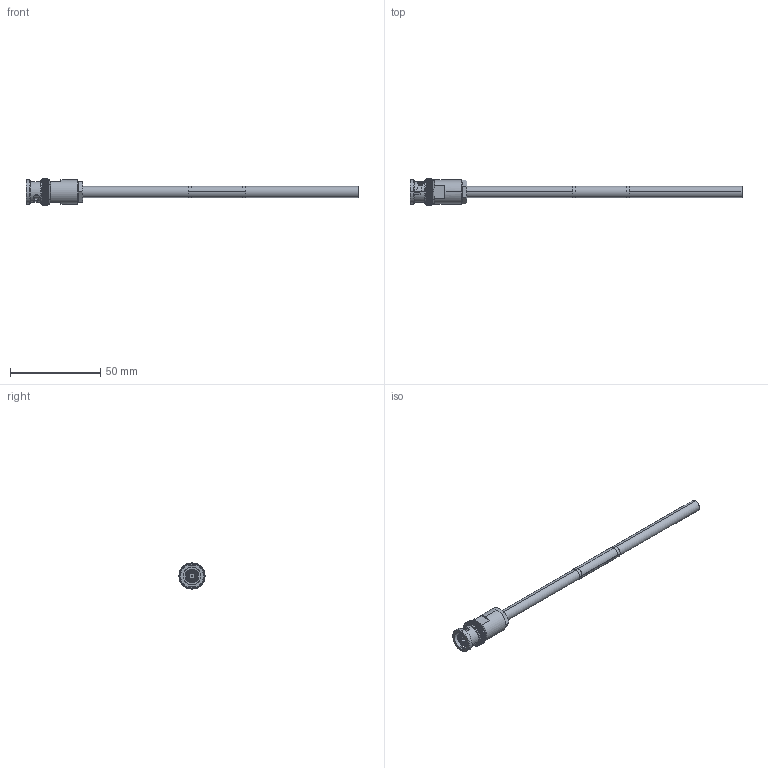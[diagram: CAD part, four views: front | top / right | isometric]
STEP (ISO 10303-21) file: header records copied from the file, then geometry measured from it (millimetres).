
FILE_DESCRIPTION (( 'STEP AP214' ), '1' );
FILE_NAME ('FM3MSA00569_3D.step', '2023-08-21T22:26:05', ( '' ), ( '' ), 'SwSTEP 2.0', 'SolidWorks 2022', '' );
FILE_SCHEMA (( 'AUTOMOTIVE_DESIGN' ));
Length unit declared in the file: inch
Products named in the file (7): Copy of 30-02001^FM3MSA00569_6"; Copy of 10-08030-XXX-MA1^Copy of 10-08030-XXX_FM3MSA00569; Copy of 10-08030-XXX^FM3MSA00569; Copy of 10-08030-XXX-MA2^Copy of 10-08030-XXX_FM3MSA00569; Copy of 1AW01-003^FM3MSA00569_.25" x .75" long; Copy of 10-08030-XXX-MA3^Copy of 10-08030-XXX_FM3MSA00569; FM3MSA00569_3D
Assembly tree (6 placements, depth 3):
  FM3MSA00569_3D
    Copy of 30-02001^FM3MSA00569_6"
    Copy of 10-08030-XXX^FM3MSA00569
      Copy of 10-08030-XXX-MA1^Copy of 10-08030-XXX_FM3MSA00569
      Copy of 10-08030-XXX-MA2^Copy of 10-08030-XXX_FM3MSA00569
      Copy of 10-08030-XXX-MA3^Copy of 10-08030-XXX_FM3MSA00569
    Copy of 1AW01-003^FM3MSA00569_.25" x .75" long
Bounding box: 183.9 x 14.47 x 14.47 mm (x, y, z)
Volume: 8201.3 mm3; surface area: 7900.8 mm2
Topology: 5 solids, 6 shells, 694 faces, 1971 edges, 1298 vertices
Faces by surface type: cylinder 378, torus 194, plane 80, cone 32, bspline 10
Entity records: 25898 total; most frequent: CARTESIAN_POINT 7611, ORIENTED_EDGE 3938, DIRECTION 3746, EDGE_CURVE 1969, AXIS2_PLACEMENT_3D 1613, VERTEX_POINT 1298, CIRCLE 919, EDGE_LOOP 715
